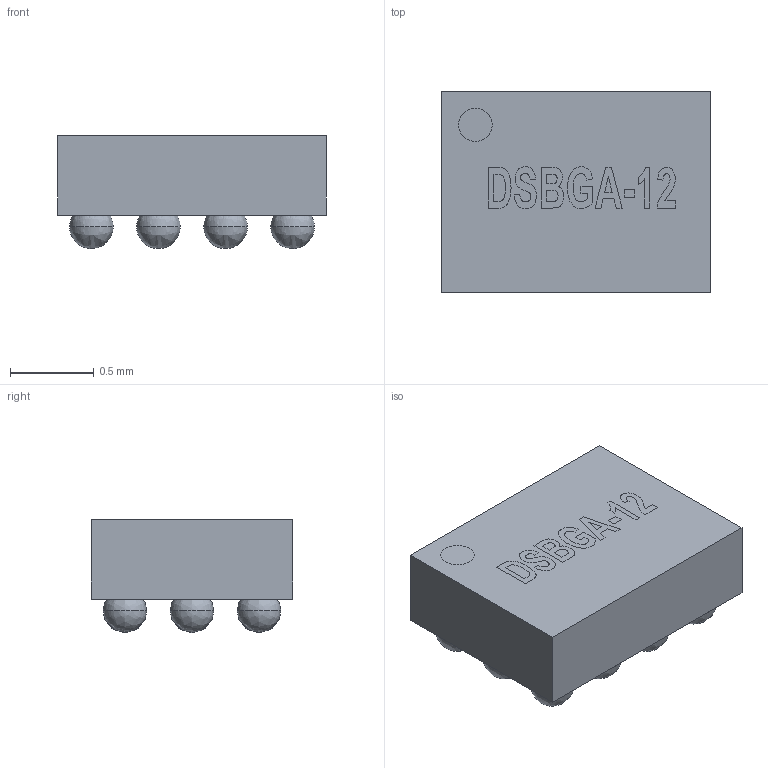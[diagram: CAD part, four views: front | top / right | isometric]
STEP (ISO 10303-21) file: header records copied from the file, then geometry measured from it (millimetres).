
FILE_DESCRIPTION (( 'STEP AP214' ), '1' );
FILE_NAME ('User Library-dsbga12.STEP', '2022-12-25T23:48:40', ( '' ), ( '' ), 'SwSTEP 2.0', 'SolidWorks 2022', '' );
FILE_SCHEMA (( 'AUTOMOTIVE_DESIGN' ));
Length unit declared in the file: millimetre
Products named in the file (5): Compound001; User Library-dsbga12; Pad; Scale; Cylinder
Assembly tree (4 placements, depth 2):
  User Library-dsbga12
    Pad
    Compound001
    Scale
    Cylinder
Bounding box: 1.6 x 1.2 x 0.68 mm (x, y, z)
Volume: 1 mm3; surface area: 10.1 mm2
Topology: 22 solids, 22 shells, 203 faces, 549 edges, 342 vertices
Faces by surface type: bspline 130, plane 71, cylinder 2
Entity records: 9450 total; most frequent: CARTESIAN_POINT 2797, ORIENTED_EDGE 1002, EDGE_CURVE 501, DIRECTION 477, VERTEX_POINT 342, VECTOR 261, LINE 261, UNCERTAINTY_MEASURE_WITH_UNIT 234
